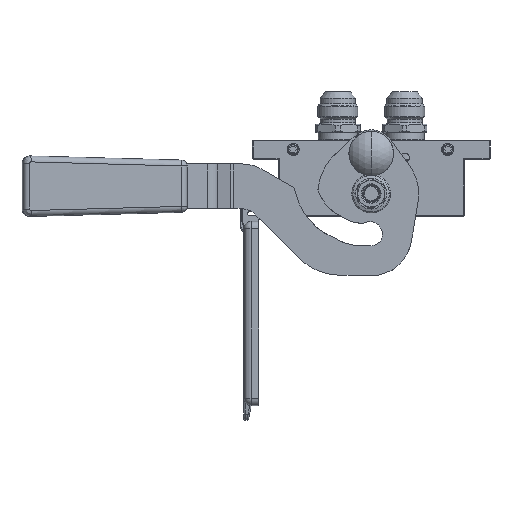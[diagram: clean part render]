
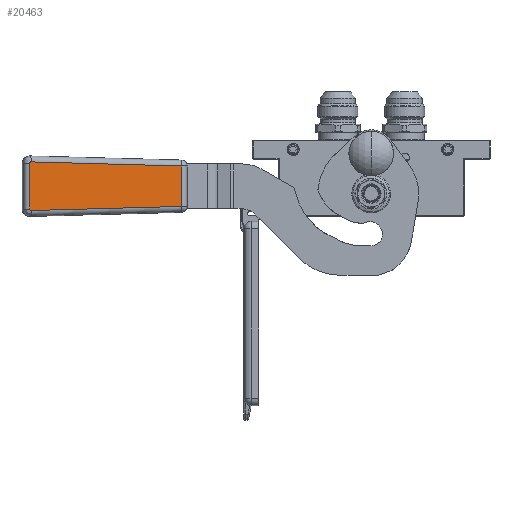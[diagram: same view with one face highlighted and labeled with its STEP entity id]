
A CAD part, front view. The second image highlights one B-rep face of the part: STEP entity #20463.
In plain terms, the highlighted face is planar.
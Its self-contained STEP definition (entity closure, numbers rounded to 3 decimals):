
#1554 = CARTESIAN_POINT ( 'NONE',  ( -13.607, 14.553, -107.054 ) ) ;
#4090 = VECTOR ( 'NONE', #88995, 1000. ) ;
#4172 = CARTESIAN_POINT ( 'NONE',  ( -15.931, 15.943, -4.223 ) ) ;
#5808 = CARTESIAN_POINT ( 'NONE',  ( 16.355, 15.934, -4.882 ) ) ;
#5967 = EDGE_CURVE ( 'NONE', #79716, #12925, #6499, .T. ) ;
#6439 = CARTESIAN_POINT ( 'NONE',  ( 15.363, 15.945, -4.054 ) ) ;
#6499 = B_SPLINE_CURVE_WITH_KNOTS ( 'NONE', 3,
 ( #21309, #13277, #5808, #72927, #72307, #43071, #94916, #27831, #12641, #65162, #6439 ),
 .UNSPECIFIED., .F., .F.,
 ( 4, 1, 1, 1, 1, 1, 1, 1, 4 ),
 ( 0., 0.125, 0.25, 0.375, 0.5, 0.625, 0.75, 0.875, 1. ),
 .UNSPECIFIED. ) ;
#8044 = EDGE_LOOP ( 'NONE', ( #85662, #31956, #58243, #68969, #85209, #8473 ) ) ;
#8473 = ORIENTED_EDGE ( 'NONE', *, *, #47977, .F. ) ;
#11606 = CARTESIAN_POINT ( 'NONE',  ( -16.209, 15.939, -4.509 ) ) ;
#12641 = CARTESIAN_POINT ( 'NONE',  ( 15.562, 15.945, -4.067 ) ) ;
#12925 = VERTEX_POINT ( 'NONE', #91347 ) ;
#13277 = CARTESIAN_POINT ( 'NONE',  ( 16.364, 15.932, -5.014 ) ) ;
#16090 = FACE_OUTER_BOUND ( 'NONE', #8044, .T. ) ;
#17732 = AXIS2_PLACEMENT_3D ( 'NONE', #84245, #69026, #47592 ) ;
#18438 = CARTESIAN_POINT ( 'NONE',  ( -16.355, 15.934, -4.882 ) ) ;
#20463 = ADVANCED_FACE ( 'NONE', ( #16090 ), #32342, .F. ) ;
#21309 = CARTESIAN_POINT ( 'NONE',  ( 16.363, 15.931, -5.081 ) ) ;
#21604 = CARTESIAN_POINT ( 'NONE',  ( 13.607, 14.553, -107.054 ) ) ;
#25664 = LINE ( 'NONE', #79371, #89477 ) ;
#27689 = CARTESIAN_POINT ( 'NONE',  ( 15.363, 15.945, -4.054 ) ) ;
#27831 = CARTESIAN_POINT ( 'NONE',  ( 15.754, 15.944, -4.127 ) ) ;
#31956 = ORIENTED_EDGE ( 'NONE', *, *, #80097, .F. ) ;
#32342 = PLANE ( 'NONE',  #17732 ) ;
#33656 = CARTESIAN_POINT ( 'NONE',  ( -16.364, 15.932, -5.014 ) ) ;
#35494 = DIRECTION ( 'NONE',  ( -1., 0., 0. ) ) ;
#40399 = B_SPLINE_CURVE_WITH_KNOTS ( 'NONE', 3,
 ( #78067, #92937, #64141, #93568, #4172, #56014, #11606, #78396, #18438, #33656, #70976 ),
 .UNSPECIFIED., .F., .F.,
 ( 4, 1, 1, 1, 1, 1, 1, 1, 4 ),
 ( 0., 0.125, 0.25, 0.375, 0.5, 0.625, 0.75, 0.875, 1. ),
 .UNSPECIFIED. ) ;
#41493 = VECTOR ( 'NONE', #35494, 1000. ) ;
#43071 = CARTESIAN_POINT ( 'NONE',  ( 16.084, 15.941, -4.352 ) ) ;
#43503 = CARTESIAN_POINT ( 'NONE',  ( 13.607, 14.553, -107.054 ) ) ;
#44695 = LINE ( 'NONE', #74124, #4090 ) ;
#44934 = DIRECTION ( 'NONE',  ( 0.027, -0.014, -1. ) ) ;
#47592 = DIRECTION ( 'NONE',  ( 0., -0.014, -1. ) ) ;
#47977 = EDGE_CURVE ( 'NONE', #67674, #79716, #90560, .T. ) ;
#56014 = CARTESIAN_POINT ( 'NONE',  ( -16.084, 15.941, -4.352 ) ) ;
#58243 = ORIENTED_EDGE ( 'NONE', *, *, #65197, .F. ) ;
#58988 = CARTESIAN_POINT ( 'NONE',  ( -16.363, 15.931, -5.081 ) ) ;
#60274 = CARTESIAN_POINT ( 'NONE',  ( 16.363, 15.931, -5.081 ) ) ;
#61224 = LINE ( 'NONE', #27689, #41493 ) ;
#64141 = CARTESIAN_POINT ( 'NONE',  ( -15.562, 15.945, -4.067 ) ) ;
#65162 = CARTESIAN_POINT ( 'NONE',  ( 15.43, 15.945, -4.054 ) ) ;
#65197 = EDGE_CURVE ( 'NONE', #76833, #92901, #40399, .T. ) ;
#65612 = EDGE_CURVE ( 'NONE', #93151, #67674, #44695, .T. ) ;
#66256 = DIRECTION ( 'NONE',  ( 0.027, 0.014, 1. ) ) ;
#67674 = VERTEX_POINT ( 'NONE', #21604 ) ;
#68969 = ORIENTED_EDGE ( 'NONE', *, *, #90688, .F. ) ;
#69026 = DIRECTION ( 'NONE',  ( 0., -1., 0.014 ) ) ;
#70976 = CARTESIAN_POINT ( 'NONE',  ( -16.363, 15.931, -5.081 ) ) ;
#72307 = CARTESIAN_POINT ( 'NONE',  ( 16.209, 15.939, -4.509 ) ) ;
#72927 = CARTESIAN_POINT ( 'NONE',  ( 16.301, 15.937, -4.688 ) ) ;
#74124 = CARTESIAN_POINT ( 'NONE',  ( -13.607, 14.553, -107.054 ) ) ;
#76640 = VECTOR ( 'NONE', #66256, 1000. ) ;
#76833 = VERTEX_POINT ( 'NONE', #84366 ) ;
#78067 = CARTESIAN_POINT ( 'NONE',  ( -15.363, 15.945, -4.054 ) ) ;
#78396 = CARTESIAN_POINT ( 'NONE',  ( -16.301, 15.937, -4.688 ) ) ;
#79371 = CARTESIAN_POINT ( 'NONE',  ( -16.363, 15.931, -5.081 ) ) ;
#79716 = VERTEX_POINT ( 'NONE', #60274 ) ;
#80097 = EDGE_CURVE ( 'NONE', #92901, #93151, #25664, .T. ) ;
#84245 = CARTESIAN_POINT ( 'NONE',  ( 50., 16., 0. ) ) ;
#84366 = CARTESIAN_POINT ( 'NONE',  ( -15.363, 15.945, -4.054 ) ) ;
#85209 = ORIENTED_EDGE ( 'NONE', *, *, #5967, .F. ) ;
#85662 = ORIENTED_EDGE ( 'NONE', *, *, #65612, .F. ) ;
#88995 = DIRECTION ( 'NONE',  ( 1., 0., 0. ) ) ;
#89477 = VECTOR ( 'NONE', #44934, 1000. ) ;
#90560 = LINE ( 'NONE', #43503, #76640 ) ;
#90688 = EDGE_CURVE ( 'NONE', #12925, #76833, #61224, .T. ) ;
#91347 = CARTESIAN_POINT ( 'NONE',  ( 15.363, 15.945, -4.054 ) ) ;
#92901 = VERTEX_POINT ( 'NONE', #58988 ) ;
#92937 = CARTESIAN_POINT ( 'NONE',  ( -15.43, 15.945, -4.054 ) ) ;
#93151 = VERTEX_POINT ( 'NONE', #1554 ) ;
#93568 = CARTESIAN_POINT ( 'NONE',  ( -15.754, 15.944, -4.127 ) ) ;
#94916 = CARTESIAN_POINT ( 'NONE',  ( 15.931, 15.943, -4.223 ) ) ;
